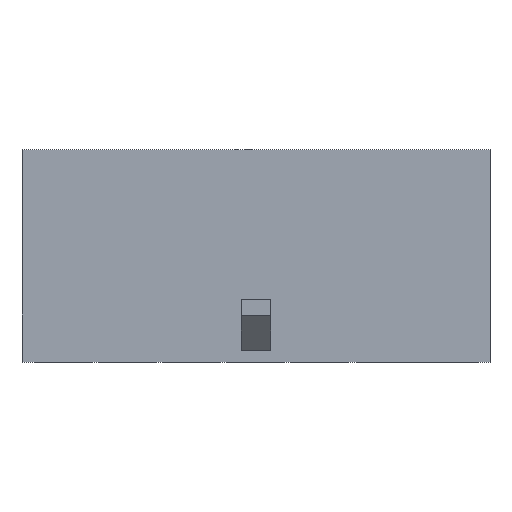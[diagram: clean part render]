
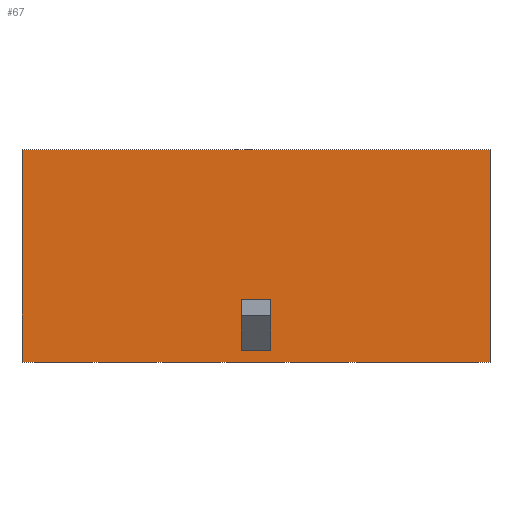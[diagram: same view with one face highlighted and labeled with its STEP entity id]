
A CAD part, top view. The second image highlights one B-rep face of the part: STEP entity #67.
In plain terms, the highlighted planar face has unit normal (0, 0, 1).
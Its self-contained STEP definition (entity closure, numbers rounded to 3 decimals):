
#67=ADVANCED_FACE('',(#307,#308),#309,.T.);
#307=FACE_OUTER_BOUND('',#763,.T.);
#308=FACE_BOUND('',#764,.T.);
#309=PLANE('',#765);
#763=EDGE_LOOP('',(#1330,#1331,#1332,#1333));
#764=EDGE_LOOP('',(#1334,#1335,#1336,#1337));
#765=AXIS2_PLACEMENT_3D('',#1338,#1339,#1340);
#1330=ORIENTED_EDGE('',*,*,#2931,.T.);
#1331=ORIENTED_EDGE('',*,*,#2885,.T.);
#1332=ORIENTED_EDGE('',*,*,#2932,.T.);
#1333=ORIENTED_EDGE('',*,*,#2933,.T.);
#1334=ORIENTED_EDGE('',*,*,#2934,.T.);
#1335=ORIENTED_EDGE('',*,*,#2935,.T.);
#1336=ORIENTED_EDGE('',*,*,#2936,.F.);
#1337=ORIENTED_EDGE('',*,*,#2937,.F.);
#1338=CARTESIAN_POINT('',(0.0,0.0,3.86));
#1339=DIRECTION('',(0.0,0.0,1.0));
#1340=DIRECTION('',(1.0,0.0,0.0));
#2885=EDGE_CURVE('',#3432,#3430,#3433,.T.);
#2931=EDGE_CURVE('',#3516,#3432,#3517,.T.);
#2932=EDGE_CURVE('',#3430,#3518,#3519,.T.);
#2933=EDGE_CURVE('',#3518,#3516,#3520,.T.);
#2934=EDGE_CURVE('',#3521,#3522,#3523,.T.);
#2935=EDGE_CURVE('',#3522,#3524,#3525,.T.);
#2936=EDGE_CURVE('',#3526,#3524,#3527,.T.);
#2937=EDGE_CURVE('',#3521,#3526,#3528,.T.);
#3430=VERTEX_POINT('',#4343);
#3432=VERTEX_POINT('',#4346);
#3433=LINE('',#4347,#4348);
#3516=VERTEX_POINT('',#4532);
#3517=LINE('',#4533,#4534);
#3518=VERTEX_POINT('',#4535);
#3519=LINE('',#4536,#4537);
#3520=LINE('',#4538,#4539);
#3521=VERTEX_POINT('',#4540);
#3522=VERTEX_POINT('',#4541);
#3523=LINE('',#4542,#4543);
#3524=VERTEX_POINT('',#4544);
#3525=LINE('',#4545,#4546);
#3526=VERTEX_POINT('',#4547);
#3527=LINE('',#4548,#4549);
#3528=LINE('',#4550,#4551);
#4343=CARTESIAN_POINT('',(10.925,-4.955,3.86));
#4346=CARTESIAN_POINT('',(-10.925,-4.955,3.86));
#4347=CARTESIAN_POINT('',(-10.925,-4.955,3.86));
#4348=VECTOR('',#5649,1.0);
#4532=CARTESIAN_POINT('',(-10.925,4.955,3.86));
#4533=CARTESIAN_POINT('',(-10.925,4.955,3.86));
#4534=VECTOR('',#5699,1.0);
#4535=CARTESIAN_POINT('',(10.925,4.955,3.86));
#4536=CARTESIAN_POINT('',(10.925,-4.955,3.86));
#4537=VECTOR('',#5700,1.0);
#4538=CARTESIAN_POINT('',(10.925,4.955,3.86));
#4539=VECTOR('',#5701,1.0);
#4540=CARTESIAN_POINT('',(0.7,-4.395,3.86));
#4541=CARTESIAN_POINT('',(-0.7,-4.395,3.86));
#4542=CARTESIAN_POINT('',(0.7,-4.395,3.86));
#4543=VECTOR('',#5702,1.0);
#4544=CARTESIAN_POINT('',(-0.7,-2.035,3.86));
#4545=CARTESIAN_POINT('',(-0.7,-4.395,3.86));
#4546=VECTOR('',#5703,1.0);
#4547=CARTESIAN_POINT('',(0.7,-2.035,3.86));
#4548=CARTESIAN_POINT('',(0.7,-2.035,3.86));
#4549=VECTOR('',#5704,1.0);
#4550=CARTESIAN_POINT('',(0.7,-4.395,3.86));
#4551=VECTOR('',#5705,1.0);
#5649=DIRECTION('',(1.0,0.,0.0));
#5699=DIRECTION('',(0.,-1.0,0.0));
#5700=DIRECTION('',(0.,1.0,0.0));
#5701=DIRECTION('',(-1.0,0.,0.0));
#5702=DIRECTION('',(-1.0,0.0,0.0));
#5703=DIRECTION('',(0.0,1.0,0.));
#5704=DIRECTION('',(-1.0,0.0,0.0));
#5705=DIRECTION('',(0.0,1.0,0.));
